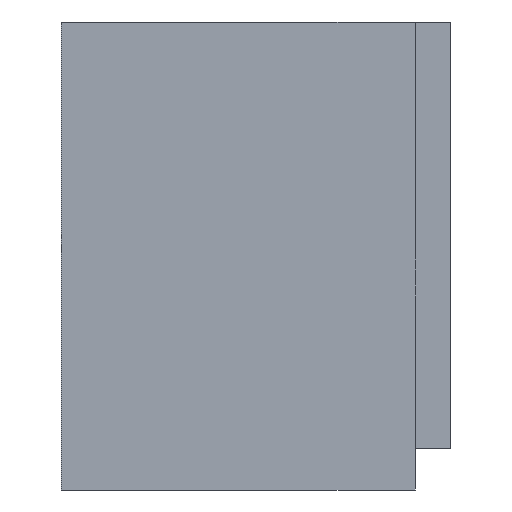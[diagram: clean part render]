
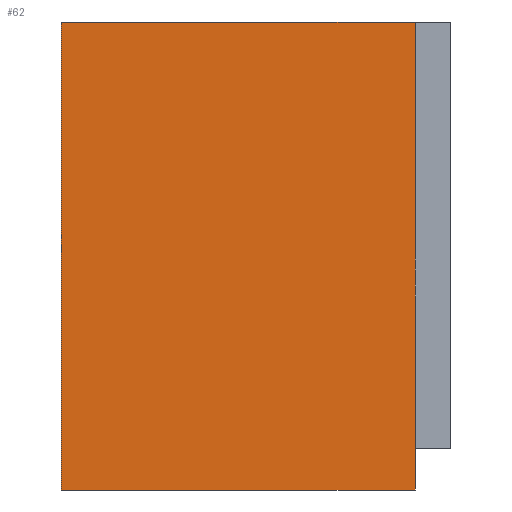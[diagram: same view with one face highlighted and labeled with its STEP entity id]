
A CAD part, left-side view. The second image highlights one B-rep face of the part: STEP entity #62.
In plain terms, the highlighted planar face has unit normal (-1, 0, 0).
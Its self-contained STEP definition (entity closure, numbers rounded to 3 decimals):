
#62 = ADVANCED_FACE( '', ( #135 ), #136, .F. );
#135 = FACE_OUTER_BOUND( '', #212, .T. );
#136 = PLANE( '', #213 );
#212 = EDGE_LOOP( '', ( #316, #317, #318, #319 ) );
#213 = AXIS2_PLACEMENT_3D( '', #320, #321, #322 );
#316 = ORIENTED_EDGE( '', *, *, #419, .T. );
#317 = ORIENTED_EDGE( '', *, *, #450, .F. );
#318 = ORIENTED_EDGE( '', *, *, #451, .F. );
#319 = ORIENTED_EDGE( '', *, *, #452, .T. );
#320 = CARTESIAN_POINT( '', ( -57.45, -30., 19.85 ) );
#321 = DIRECTION( '', ( 1., 0., 0. ) );
#322 = DIRECTION( '', ( 0., 0., -1. ) );
#419 = EDGE_CURVE( '', #485, #486, #487, .T. );
#450 = EDGE_CURVE( '', #535, #486, #536, .T. );
#451 = EDGE_CURVE( '', #537, #535, #538, .T. );
#452 = EDGE_CURVE( '', #537, #485, #539, .T. );
#485 = VERTEX_POINT( '', #581 );
#486 = VERTEX_POINT( '', #582 );
#487 = LINE( '', #583, #584 );
#535 = VERTEX_POINT( '', #648 );
#536 = LINE( '', #649, #650 );
#537 = VERTEX_POINT( '', #651 );
#538 = LINE( '', #652, #653 );
#539 = LINE( '', #654, #655 );
#581 = CARTESIAN_POINT( '', ( -57.45, 0., 19.85 ) );
#582 = CARTESIAN_POINT( '', ( -57.45, 0., -19.85 ) );
#583 = CARTESIAN_POINT( '', ( -57.45, 0., 19.85 ) );
#584 = VECTOR( '', #714, 1000. );
#648 = CARTESIAN_POINT( '', ( -57.45, -30., -19.85 ) );
#649 = CARTESIAN_POINT( '', ( -57.45, -30., -19.85 ) );
#650 = VECTOR( '', #746, 1000. );
#651 = CARTESIAN_POINT( '', ( -57.45, -30., 19.85 ) );
#652 = CARTESIAN_POINT( '', ( -57.45, -30., 19.85 ) );
#653 = VECTOR( '', #747, 1000. );
#654 = CARTESIAN_POINT( '', ( -57.45, -30., 19.85 ) );
#655 = VECTOR( '', #748, 1000. );
#714 = DIRECTION( '', ( 0., 0., -1. ) );
#746 = DIRECTION( '', ( 0., 1., 0. ) );
#747 = DIRECTION( '', ( 0., 0., -1. ) );
#748 = DIRECTION( '', ( 0., 1., 0. ) );
